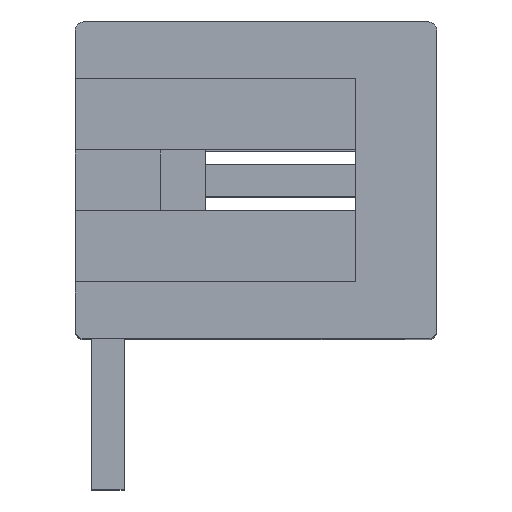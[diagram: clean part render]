
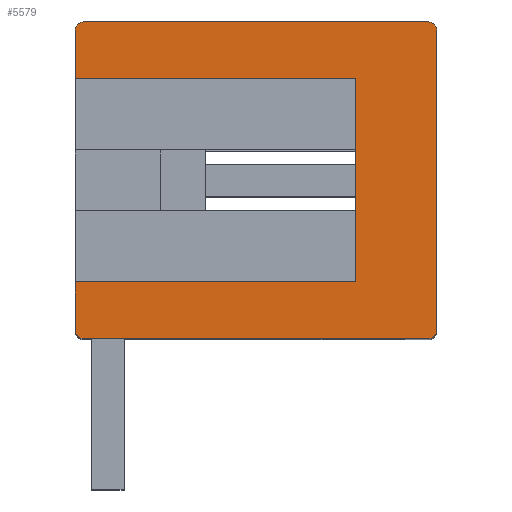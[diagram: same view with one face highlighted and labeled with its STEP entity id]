
A CAD part, top view. The second image highlights one B-rep face of the part: STEP entity #5579.
In plain terms, the highlighted planar face has unit normal (0, 0, 1).
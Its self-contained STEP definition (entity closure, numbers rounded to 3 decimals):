
#36=CIRCLE('',#5801,0.2);
#37=CIRCLE('',#5802,0.2);
#38=CIRCLE('',#5803,0.2);
#39=CIRCLE('',#5804,0.2);
#244=ORIENTED_EDGE('',*,*,#1438,.T.);
#245=ORIENTED_EDGE('',*,*,#1439,.T.);
#246=ORIENTED_EDGE('',*,*,#1437,.T.);
#247=ORIENTED_EDGE('',*,*,#1440,.T.);
#248=ORIENTED_EDGE('',*,*,#1441,.T.);
#249=ORIENTED_EDGE('',*,*,#1442,.T.);
#250=ORIENTED_EDGE('',*,*,#1443,.T.);
#251=ORIENTED_EDGE('',*,*,#1444,.T.);
#252=ORIENTED_EDGE('',*,*,#1445,.T.);
#253=ORIENTED_EDGE('',*,*,#1446,.T.);
#254=ORIENTED_EDGE('',*,*,#1353,.T.);
#255=ORIENTED_EDGE('',*,*,#1447,.F.);
#1353=EDGE_CURVE('',#1951,#1950,#2348,.T.);
#1437=EDGE_CURVE('',#1943,#2034,#2432,.T.);
#1438=EDGE_CURVE('',#2035,#2036,#2433,.T.);
#1439=EDGE_CURVE('',#2036,#1943,#2434,.T.);
#1440=EDGE_CURVE('',#2034,#2037,#36,.T.);
#1441=EDGE_CURVE('',#2037,#2038,#2435,.T.);
#1442=EDGE_CURVE('',#2038,#2039,#37,.T.);
#1443=EDGE_CURVE('',#2039,#2040,#2436,.T.);
#1444=EDGE_CURVE('',#2040,#2041,#38,.T.);
#1445=EDGE_CURVE('',#2041,#2042,#2437,.T.);
#1446=EDGE_CURVE('',#2042,#1951,#39,.T.);
#1447=EDGE_CURVE('',#2035,#1950,#2438,.T.);
#1943=VERTEX_POINT('',#7281);
#1950=VERTEX_POINT('',#7294);
#1951=VERTEX_POINT('',#7296);
#2034=VERTEX_POINT('',#7462);
#2035=VERTEX_POINT('',#7466);
#2036=VERTEX_POINT('',#7467);
#2037=VERTEX_POINT('',#7470);
#2038=VERTEX_POINT('',#7472);
#2039=VERTEX_POINT('',#7474);
#2040=VERTEX_POINT('',#7476);
#2041=VERTEX_POINT('',#7478);
#2042=VERTEX_POINT('',#7480);
#2348=LINE('',#7295,#2913);
#2432=LINE('',#7463,#2997);
#2433=LINE('',#7465,#2998);
#2434=LINE('',#7468,#2999);
#2435=LINE('',#7471,#3000);
#2436=LINE('',#7475,#3001);
#2437=LINE('',#7479,#3002);
#2438=LINE('',#7482,#3003);
#2913=VECTOR('',#6149,1000.);
#2997=VECTOR('',#6233,1000.);
#2998=VECTOR('',#6236,1000.);
#2999=VECTOR('',#6237,1000.);
#3000=VECTOR('',#6240,1000.);
#3001=VECTOR('',#6243,1000.);
#3002=VECTOR('',#6246,1000.);
#3003=VECTOR('',#6249,1000.);
#3407=EDGE_LOOP('',(#244,#245,#246,#247,#248,#249,#250,#251,#252,#253,#254,
#255));
#3642=FACE_BOUND('',#3407,.T.);
#3865=PLANE('',#5800);
#5579=ADVANCED_FACE('',(#3642),#3865,.T.);
#5800=AXIS2_PLACEMENT_3D('',#7464,#6234,#6235);
#5801=AXIS2_PLACEMENT_3D('',#7469,#6238,#6239);
#5802=AXIS2_PLACEMENT_3D('',#7473,#6241,#6242);
#5803=AXIS2_PLACEMENT_3D('',#7477,#6244,#6245);
#5804=AXIS2_PLACEMENT_3D('',#7481,#6247,#6248);
#6149=DIRECTION('',(0.,-1.,0.));
#6233=DIRECTION('',(0.,-1.,0.));
#6234=DIRECTION('',(0.,0.,1.));
#6235=DIRECTION('',(1.,0.,0.));
#6236=DIRECTION('',(0.,-1.,0.));
#6237=DIRECTION('',(-1.,0.,0.));
#6238=DIRECTION('',(0.,0.,1.));
#6239=DIRECTION('',(1.,0.,0.));
#6240=DIRECTION('',(1.,0.,0.));
#6241=DIRECTION('',(0.,0.,1.));
#6242=DIRECTION('',(1.,0.,0.));
#6243=DIRECTION('',(0.,1.,0.));
#6244=DIRECTION('',(0.,0.,1.));
#6245=DIRECTION('',(1.,0.,0.));
#6246=DIRECTION('',(-1.,0.,0.));
#6247=DIRECTION('',(0.,0.,1.));
#6248=DIRECTION('',(1.,0.,0.));
#6249=DIRECTION('',(-1.,0.,0.));
#7281=CARTESIAN_POINT('',(-0.8,1.4,17.5));
#7294=CARTESIAN_POINT('',(-0.8,6.4,17.5));
#7295=CARTESIAN_POINT('',(-0.8,7.6,17.5));
#7296=CARTESIAN_POINT('',(-0.8,7.6,17.5));
#7462=CARTESIAN_POINT('',(-0.8,0.2,17.5));
#7463=CARTESIAN_POINT('',(-0.8,7.6,17.5));
#7464=CARTESIAN_POINT('',(-0.6,0.2,17.5));
#7465=CARTESIAN_POINT('',(6.1,6.4,17.5));
#7466=CARTESIAN_POINT('',(6.1,6.4,17.5));
#7467=CARTESIAN_POINT('',(6.1,1.4,17.5));
#7468=CARTESIAN_POINT('',(6.1,1.4,17.5));
#7469=CARTESIAN_POINT('',(-0.6,0.2,17.5));
#7470=CARTESIAN_POINT('',(-0.6,0.,17.5));
#7471=CARTESIAN_POINT('',(-0.6,0.,17.5));
#7472=CARTESIAN_POINT('',(7.9,0.,17.5));
#7473=CARTESIAN_POINT('',(7.9,0.2,17.5));
#7474=CARTESIAN_POINT('',(8.1,0.2,17.5));
#7475=CARTESIAN_POINT('',(8.1,0.2,17.5));
#7476=CARTESIAN_POINT('',(8.1,7.6,17.5));
#7477=CARTESIAN_POINT('',(7.9,7.6,17.5));
#7478=CARTESIAN_POINT('',(7.9,7.8,17.5));
#7479=CARTESIAN_POINT('',(7.9,7.8,17.5));
#7480=CARTESIAN_POINT('',(-0.6,7.8,17.5));
#7481=CARTESIAN_POINT('',(-0.6,7.6,17.5));
#7482=CARTESIAN_POINT('',(6.1,6.4,17.5));
